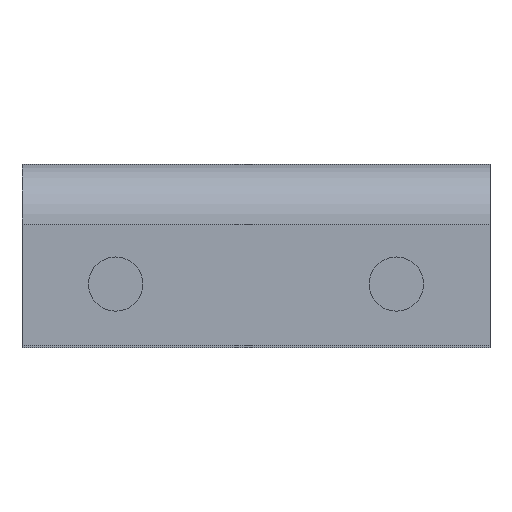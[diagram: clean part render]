
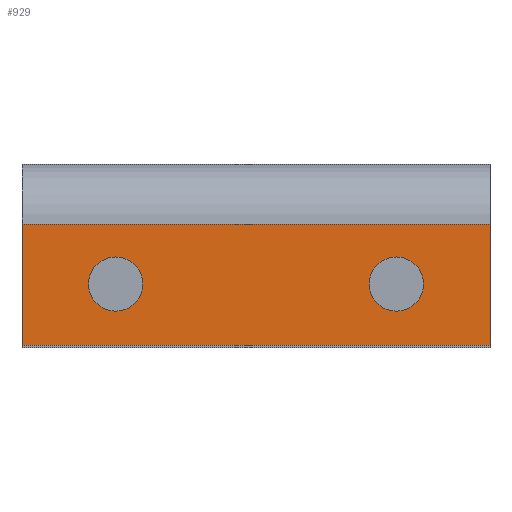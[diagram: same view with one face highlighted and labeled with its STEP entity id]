
A CAD part, top view. The second image highlights one B-rep face of the part: STEP entity #929.
In plain terms, the highlighted planar face has unit normal (0, 0, 1).
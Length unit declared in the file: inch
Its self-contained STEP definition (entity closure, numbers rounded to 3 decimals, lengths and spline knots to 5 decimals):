
#79=LINE('',#1516,#163);
#84=LINE('',#1529,#168);
#91=LINE('',#1547,#175);
#93=LINE('',#1550,#177);
#163=VECTOR('',#1250,1.);
#168=VECTOR('',#1261,0.2588);
#175=VECTOR('',#1280,0.2588);
#177=VECTOR('',#1284,1.);
#208=PLANE('',#1024);
#220=FACE_BOUND('',#340,.T.);
#221=FACE_BOUND('',#341,.T.);
#281=FACE_OUTER_BOUND('',#339,.T.);
#339=EDGE_LOOP('',(#783,#784,#785,#786));
#340=EDGE_LOOP('',(#787));
#341=EDGE_LOOP('',(#788));
#361=CIRCLE('',#938,0.058);
#363=CIRCLE('',#941,0.058);
#403=VERTEX_POINT('',#1304);
#405=VERTEX_POINT('',#1309);
#473=VERTEX_POINT('',#1514);
#474=VERTEX_POINT('',#1515);
#479=VERTEX_POINT('',#1527);
#484=VERTEX_POINT('',#1546);
#485=EDGE_CURVE('',#403,#403,#361,.T.);
#487=EDGE_CURVE('',#405,#405,#363,.T.);
#587=EDGE_CURVE('',#473,#474,#79,.T.);
#594=EDGE_CURVE('',#479,#474,#84,.T.);
#603=EDGE_CURVE('',#473,#484,#91,.T.);
#605=EDGE_CURVE('',#484,#479,#93,.T.);
#783=ORIENTED_EDGE('',*,*,#587,.T.);
#784=ORIENTED_EDGE('',*,*,#594,.F.);
#785=ORIENTED_EDGE('',*,*,#605,.F.);
#786=ORIENTED_EDGE('',*,*,#603,.F.);
#787=ORIENTED_EDGE('',*,*,#485,.T.);
#788=ORIENTED_EDGE('',*,*,#487,.T.);
#929=ADVANCED_FACE('',(#281,#220,#221),#208,.T.);
#938=AXIS2_PLACEMENT_3D('',#1305,#1034,#1035);
#941=AXIS2_PLACEMENT_3D('',#1310,#1040,#1041);
#1024=AXIS2_PLACEMENT_3D('',#1551,#1285,#1286);
#1034=DIRECTION('center_axis',(0.,0.,
-1.));
#1035=DIRECTION('ref_axis',(1.,0.,0.));
#1040=DIRECTION('center_axis',(0.,0.,
-1.));
#1041=DIRECTION('ref_axis',(1.,0.,0.));
#1250=DIRECTION('',(-1.,0.,0.));
#1261=DIRECTION('',(0.,1.,0.));
#1280=DIRECTION('',(0.,-1.,0.));
#1284=DIRECTION('',(-1.,0.,0.));
#1285=DIRECTION('center_axis',(0.,0.,
1.));
#1286=DIRECTION('ref_axis',(0.,-1.,0.));
#1304=CARTESIAN_POINT('',(-0.742,-0.256,0.));
#1305=CARTESIAN_POINT('Origin',(-0.8,-0.256,0.));
#1309=CARTESIAN_POINT('',(-0.142,-0.256,0.));
#1310=CARTESIAN_POINT('Origin',(-0.2,-0.256,0.));
#1514=CARTESIAN_POINT('',(0.,-0.1282,0.));
#1515=CARTESIAN_POINT('',(-1.,-0.1282,0.));
#1516=CARTESIAN_POINT('',(-0.5,-0.1282,0.));
#1527=CARTESIAN_POINT('',(-1.,-0.387,0.));
#1529=CARTESIAN_POINT('',(-1.,0.16178,0.));
#1546=CARTESIAN_POINT('',(0.,-0.387,0.));
#1547=CARTESIAN_POINT('',(0.,-0.1282,0.));
#1550=CARTESIAN_POINT('',(0.,-0.387,0.));
#1551=CARTESIAN_POINT('Origin',(-0.5,-0.1851,0.));
